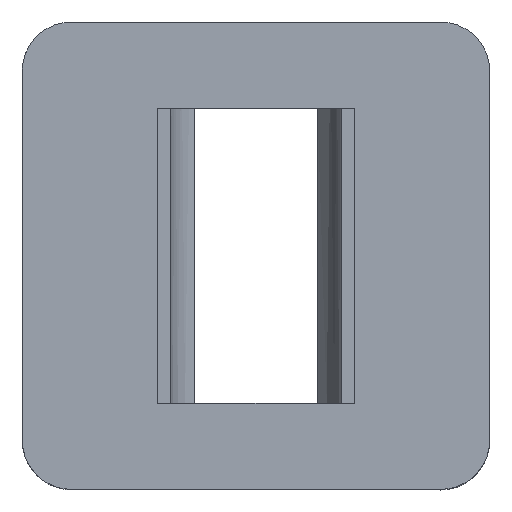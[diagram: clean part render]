
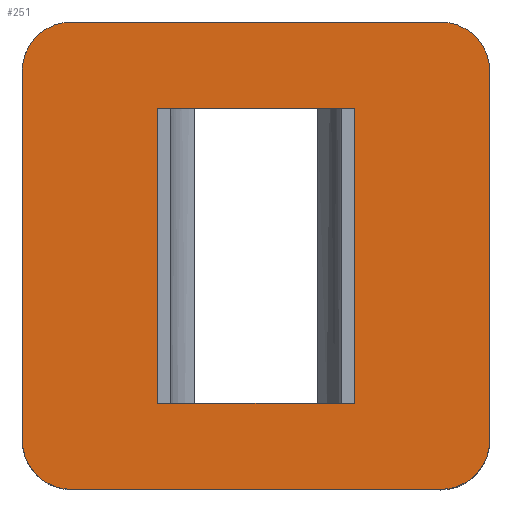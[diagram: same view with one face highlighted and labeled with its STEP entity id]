
A CAD part, top view. The second image highlights one B-rep face of the part: STEP entity #251.
In plain terms, the highlighted planar face has unit normal (0, 0, 1).
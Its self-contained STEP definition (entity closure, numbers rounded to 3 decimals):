
#6 = FACE_BOUND ( 'NONE', #160, .T. ) ;
#57 = VERTEX_POINT ( 'NONE', #347 ) ;
#66 = CARTESIAN_POINT ( 'NONE',  ( -4.75, -4.75, 7. ) ) ;
#69 = CARTESIAN_POINT ( 'NONE',  ( 3.75, 4.75, 7. ) ) ;
#71 = LINE ( 'NONE', #66, #712 ) ;
#74 = EDGE_CURVE ( 'NONE', #170, #617, #219, .T. ) ;
#84 = EDGE_CURVE ( 'NONE', #300, #490, #71, .T. ) ;
#85 = CARTESIAN_POINT ( 'NONE',  ( 4.75, -3.75, 7. ) ) ;
#87 = VECTOR ( 'NONE', #157, 1000. ) ;
#103 = EDGE_CURVE ( 'NONE', #339, #300, #543, .T. ) ;
#112 = CARTESIAN_POINT ( 'NONE',  ( -3.75, 3.75, 7. ) ) ;
#114 = DIRECTION ( 'NONE',  ( 0., 1., 0. ) ) ;
#116 = VERTEX_POINT ( 'NONE', #572 ) ;
#119 = CARTESIAN_POINT ( 'NONE',  ( -4.75, 3.75, 7. ) ) ;
#125 = ORIENTED_EDGE ( 'NONE', *, *, #478, .F. ) ;
#132 = PLANE ( 'NONE',  #200 ) ;
#135 = DIRECTION ( 'NONE',  ( 0., 0., -1. ) ) ;
#141 = VECTOR ( 'NONE', #416, 1000. ) ;
#147 = CIRCLE ( 'NONE', #475, 1. ) ;
#152 = ORIENTED_EDGE ( 'NONE', *, *, #74, .F. ) ;
#155 = CIRCLE ( 'NONE', #486, 1. ) ;
#157 = DIRECTION ( 'NONE',  ( 1., 0., 0. ) ) ;
#160 = EDGE_LOOP ( 'NONE', ( #605, #634, #152, #226 ) ) ;
#170 = VERTEX_POINT ( 'NONE', #188 ) ;
#179 = ORIENTED_EDGE ( 'NONE', *, *, #540, .F. ) ;
#181 = CARTESIAN_POINT ( 'NONE',  ( -3.75, -3.75, 7. ) ) ;
#182 = ORIENTED_EDGE ( 'NONE', *, *, #430, .T. ) ;
#186 = CARTESIAN_POINT ( 'NONE',  ( -4.75, 4.75, 7. ) ) ;
#188 = CARTESIAN_POINT ( 'NONE',  ( 2., 3., 7. ) ) ;
#193 = VECTOR ( 'NONE', #432, 1000. ) ;
#195 = EDGE_CURVE ( 'NONE', #726, #599, #379, .T. ) ;
#200 = AXIS2_PLACEMENT_3D ( 'NONE', #521, #216, #384 ) ;
#216 = DIRECTION ( 'NONE',  ( 0., 0., -1. ) ) ;
#219 = LINE ( 'NONE', #229, #567 ) ;
#226 = ORIENTED_EDGE ( 'NONE', *, *, #706, .F. ) ;
#229 = CARTESIAN_POINT ( 'NONE',  ( 1.25, 3., 7. ) ) ;
#232 = CARTESIAN_POINT ( 'NONE',  ( 4.75, 3.75, 7. ) ) ;
#238 = VERTEX_POINT ( 'NONE', #232 ) ;
#245 = AXIS2_PLACEMENT_3D ( 'NONE', #391, #135, #299 ) ;
#248 = CARTESIAN_POINT ( 'NONE',  ( 3.75, 3.75, 7. ) ) ;
#250 = CARTESIAN_POINT ( 'NONE',  ( -4.75, -4.75, 7. ) ) ;
#251 = ADVANCED_FACE ( 'NONE', ( #6, #276 ), #132, .F. ) ;
#259 = ORIENTED_EDGE ( 'NONE', *, *, #84, .F. ) ;
#261 = ORIENTED_EDGE ( 'NONE', *, *, #595, .T. ) ;
#262 = DIRECTION ( 'NONE',  ( 0., 1., 0. ) ) ;
#276 = FACE_OUTER_BOUND ( 'NONE', #408, .T. ) ;
#296 = VECTOR ( 'NONE', #114, 1000. ) ;
#299 = DIRECTION ( 'NONE',  ( -1., 0., 0. ) ) ;
#300 = VERTEX_POINT ( 'NONE', #538 ) ;
#301 = CARTESIAN_POINT ( 'NONE',  ( -3.75, -4.75, 7. ) ) ;
#306 = DIRECTION ( 'NONE',  ( 0., 0., -1. ) ) ;
#332 = VERTEX_POINT ( 'NONE', #545 ) ;
#333 = LINE ( 'NONE', #389, #296 ) ;
#339 = VERTEX_POINT ( 'NONE', #85 ) ;
#345 = DIRECTION ( 'NONE',  ( -1., 0., 0. ) ) ;
#347 = CARTESIAN_POINT ( 'NONE',  ( 2., -3., 7. ) ) ;
#361 = VECTOR ( 'NONE', #425, 1000. ) ;
#379 = CIRCLE ( 'NONE', #686, 1. ) ;
#384 = DIRECTION ( 'NONE',  ( -1., 0., 0. ) ) ;
#389 = CARTESIAN_POINT ( 'NONE',  ( 2., 3., 7. ) ) ;
#391 = CARTESIAN_POINT ( 'NONE',  ( 3.75, -3.75, 7. ) ) ;
#396 = VECTOR ( 'NONE', #262, 1000. ) ;
#408 = EDGE_LOOP ( 'NONE', ( #182, #577, #179, #586, #259, #531, #261, #125 ) ) ;
#416 = DIRECTION ( 'NONE',  ( -1., 0., 0. ) ) ;
#420 = LINE ( 'NONE', #482, #87 ) ;
#425 = DIRECTION ( 'NONE',  ( 0., 1., 0. ) ) ;
#430 = EDGE_CURVE ( 'NONE', #466, #599, #588, .T. ) ;
#432 = DIRECTION ( 'NONE',  ( 0., -1., 0. ) ) ;
#448 = EDGE_CURVE ( 'NONE', #490, #116, #147, .T. ) ;
#466 = VERTEX_POINT ( 'NONE', #69 ) ;
#475 = AXIS2_PLACEMENT_3D ( 'NONE', #181, #306, #345 ) ;
#478 = EDGE_CURVE ( 'NONE', #466, #238, #155, .T. ) ;
#480 = DIRECTION ( 'NONE',  ( 0., 0., -1. ) ) ;
#482 = CARTESIAN_POINT ( 'NONE',  ( 1.25, -3., 7. ) ) ;
#486 = AXIS2_PLACEMENT_3D ( 'NONE', #248, #480, #523 ) ;
#488 = LINE ( 'NONE', #598, #193 ) ;
#490 = VERTEX_POINT ( 'NONE', #301 ) ;
#493 = CARTESIAN_POINT ( 'NONE',  ( -3.75, 4.75, 7. ) ) ;
#501 = DIRECTION ( 'NONE',  ( -1., 0., 0. ) ) ;
#521 = CARTESIAN_POINT ( 'NONE',  ( -4.75, -4.75, 7. ) ) ;
#523 = DIRECTION ( 'NONE',  ( -1., 0., 0. ) ) ;
#531 = ORIENTED_EDGE ( 'NONE', *, *, #103, .F. ) ;
#538 = CARTESIAN_POINT ( 'NONE',  ( 3.75, -4.75, 7. ) ) ;
#540 = EDGE_CURVE ( 'NONE', #116, #726, #597, .T. ) ;
#543 = CIRCLE ( 'NONE', #245, 1. ) ;
#545 = CARTESIAN_POINT ( 'NONE',  ( -2., -3., 7. ) ) ;
#560 = DIRECTION ( 'NONE',  ( 0., 0., -1. ) ) ;
#567 = VECTOR ( 'NONE', #576, 1000. ) ;
#572 = CARTESIAN_POINT ( 'NONE',  ( -4.75, -3.75, 7. ) ) ;
#576 = DIRECTION ( 'NONE',  ( -1., 0., 0. ) ) ;
#577 = ORIENTED_EDGE ( 'NONE', *, *, #195, .F. ) ;
#580 = DIRECTION ( 'NONE',  ( -1., 0., 0. ) ) ;
#586 = ORIENTED_EDGE ( 'NONE', *, *, #448, .F. ) ;
#588 = LINE ( 'NONE', #186, #141 ) ;
#595 = EDGE_CURVE ( 'NONE', #339, #238, #714, .T. ) ;
#597 = LINE ( 'NONE', #250, #361 ) ;
#598 = CARTESIAN_POINT ( 'NONE',  ( -2., 3., 7. ) ) ;
#599 = VERTEX_POINT ( 'NONE', #493 ) ;
#605 = ORIENTED_EDGE ( 'NONE', *, *, #616, .F. ) ;
#611 = EDGE_CURVE ( 'NONE', #617, #332, #488, .T. ) ;
#616 = EDGE_CURVE ( 'NONE', #332, #57, #420, .T. ) ;
#617 = VERTEX_POINT ( 'NONE', #653 ) ;
#634 = ORIENTED_EDGE ( 'NONE', *, *, #611, .F. ) ;
#653 = CARTESIAN_POINT ( 'NONE',  ( -2., 3., 7. ) ) ;
#686 = AXIS2_PLACEMENT_3D ( 'NONE', #112, #560, #501 ) ;
#706 = EDGE_CURVE ( 'NONE', #57, #170, #333, .T. ) ;
#712 = VECTOR ( 'NONE', #580, 1000. ) ;
#714 = LINE ( 'NONE', #718, #396 ) ;
#718 = CARTESIAN_POINT ( 'NONE',  ( 4.75, -4.75, 7. ) ) ;
#726 = VERTEX_POINT ( 'NONE', #119 ) ;
